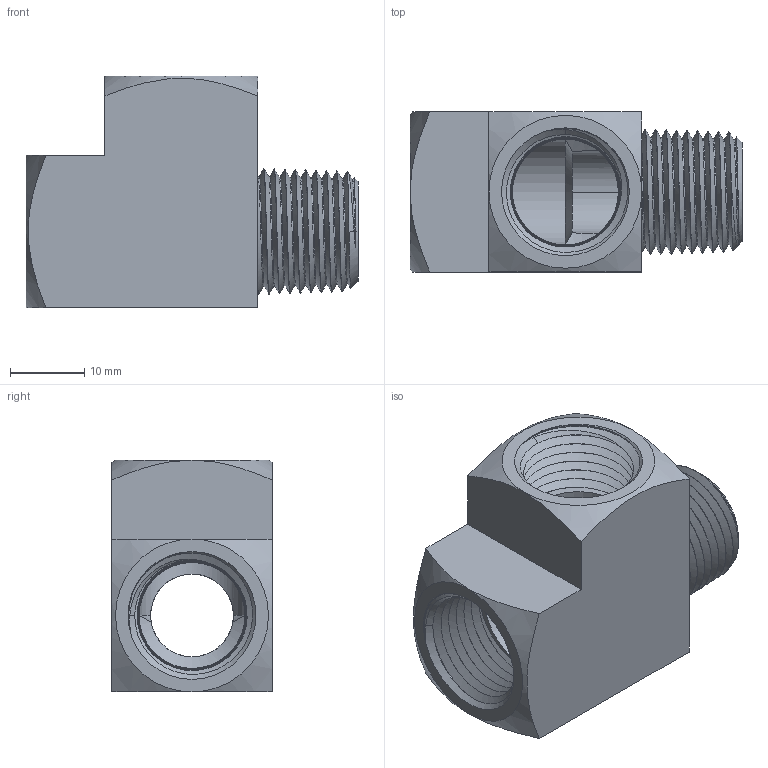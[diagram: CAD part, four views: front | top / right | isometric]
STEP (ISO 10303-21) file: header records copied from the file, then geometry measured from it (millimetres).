
FILE_DESCRIPTION(/* description */ (''),/* implementation_level */ '2;1');
FILE_NAME(/* name */ '127-N3.stp',/* time_stamp */ '2024-01-23T10:18:46-05:00',/* author */ ('esanner'),/* organization */ (''),/* preprocessor_version */ 'ST-DEVELOPER v19',/* originating_system */ 'AutoCAD Mechanical',/* authorisation */ '');
FILE_SCHEMA (('AUTOMOTIVE_DESIGN { 1 0 10303 214 3 1 1 }'));
Length unit declared in the file: millimetre
Products named in the file (2): Product; 127-N3
Assembly tree (1 placements, depth 2):
  Product
    127-N3
Bounding box: 44.81 x 21.64 x 31.29 mm (x, y, z)
Volume: 12017.2 mm3; surface area: 8267.3 mm2
Topology: 1 solids, 1 shells, 87 faces, 241 edges, 158 vertices
Faces by surface type: cone 63, plane 11, bspline 7, cylinder 6
Entity records: 16034 total; most frequent: CARTESIAN_POINT 14054, ORIENTED_EDGE 482, DIRECTION 291, EDGE_CURVE 241, VERTEX_POINT 158, B_SPLINE_CURVE_WITH_KNOTS 132, AXIS2_PLACEMENT_3D 111, EDGE_LOOP 93
